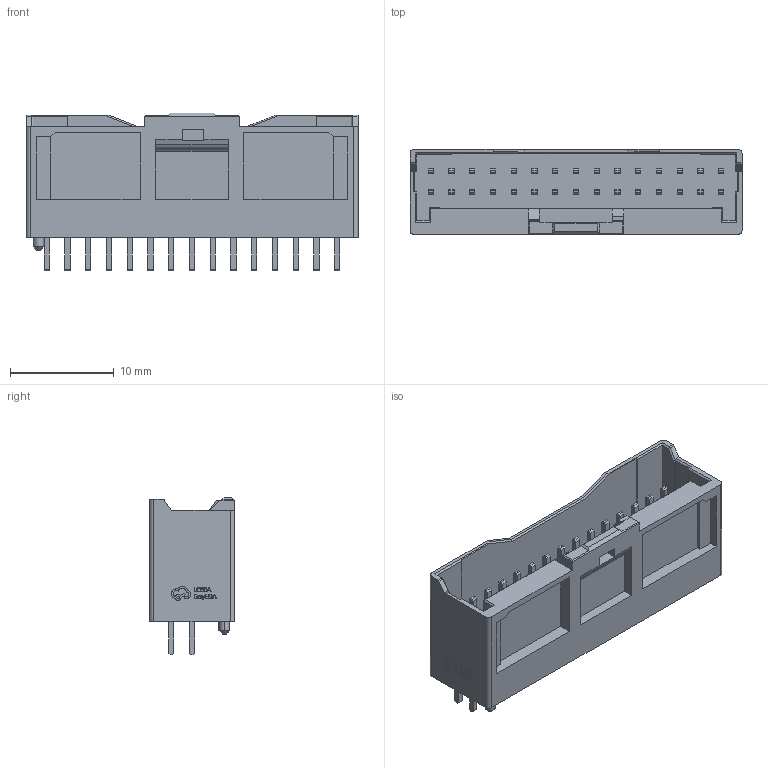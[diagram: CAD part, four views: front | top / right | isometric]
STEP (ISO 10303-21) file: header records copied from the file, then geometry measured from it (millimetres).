
FILE_DESCRIPTION (( 'STEP AP214' ), '1' );
FILE_NAME ('CONN-TH_5016453020.step', '2022-08-03T17:19:18', ( '' ), ( '' ), 'SwSTEP 2.0', 'SolidWorks 2020', '' );
FILE_SCHEMA (( 'AUTOMOTIVE_DESIGN' ));
Length unit declared in the file: millimetre
Products named in the file (1): CONN-TH_5016453020
Bounding box: 32 x 8.2 x 15.2 mm (x, y, z)
Volume: 1517.6 mm3; surface area: 2622.2 mm2
Topology: 14 solids, 14 shells, 855 faces, 2230 edges, 1478 vertices
Faces by surface type: plane 728, bspline 114, cylinder 9, cone 4
Entity records: 34535 total; most frequent: CARTESIAN_POINT 6929, ORIENTED_EDGE 4460, DIRECTION 3503, EDGE_CURVE 2230, VECTOR 1975, LINE 1975, VERTEX_POINT 1478, EDGE_LOOP 944
